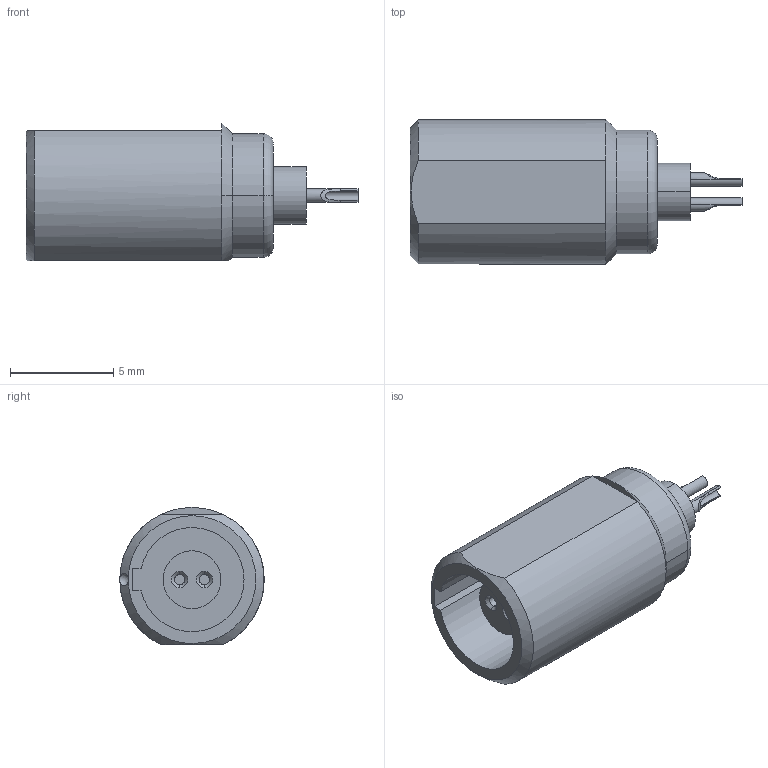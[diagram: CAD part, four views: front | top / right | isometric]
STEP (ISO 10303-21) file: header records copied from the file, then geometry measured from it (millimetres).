
FILE_DESCRIPTION((''),'2;1');
FILE_NAME('G5CL0C-P02L','2013-02-06T',('RTrager'),(''),'PRO/ENGINEER BY PARAMETRIC TECHNOLOGY CORPORATION, 2010330','PRO/ENGINEER BY PARAMETRIC TECHNOLOGY CORPORATION, 2010330','');
FILE_SCHEMA(('CONFIG_CONTROL_DESIGN'));
Length unit declared in the file: millimetre
Products named in the file (1): G5CL0C-P02L
Bounding box: 16.1 x 7 x 6.65 mm (x, y, z)
Volume: 301.3 mm3; surface area: 557.8 mm2
Topology: 1 solids, 1 shells, 63 faces, 149 edges, 96 vertices
Faces by surface type: cylinder 25, plane 22, cone 7, torus 4, bspline 4, sphere 1
Entity records: 2185 total; most frequent: CARTESIAN_POINT 672, DIRECTION 317, ORIENTED_EDGE 298, EDGE_CURVE 149, AXIS2_PLACEMENT_3D 127, VERTEX_POINT 96, EDGE_LOOP 71, CIRCLE 68
